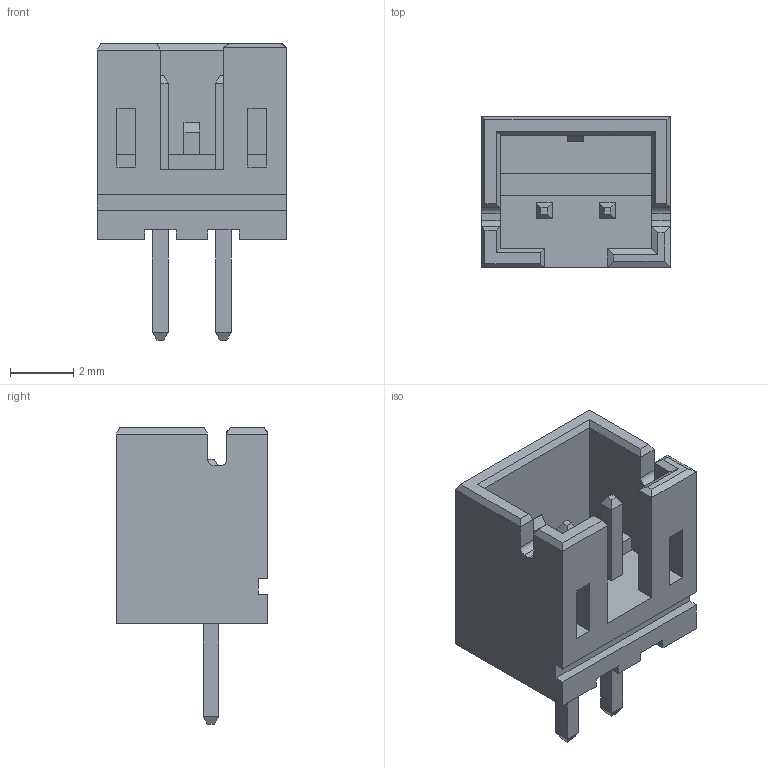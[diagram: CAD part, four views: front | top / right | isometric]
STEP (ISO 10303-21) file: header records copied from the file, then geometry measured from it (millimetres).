
FILE_DESCRIPTION (( 'STEP AP214' ), '1' );
FILE_NAME ('CONN-TH_2P-P2.00_HC-PH-2A-M.STEP', '2022-08-02T14:58:58', ( '微软用户' ), ( '微软中国' ), 'SwSTEP 2.0', 'SolidWorks 2020', '' );
FILE_SCHEMA (( 'AUTOMOTIVE_DESIGN' ));
Length unit declared in the file: millimetre
Products named in the file (1): CONN-TH_2P-P2.00_HC-PH-2A-M
Bounding box: 6.01 x 4.8 x 9.4 mm (x, y, z)
Volume: 103.2 mm3; surface area: 283.1 mm2
Topology: 1 solids, 1 shells, 335 faces, 894 edges, 584 vertices
Faces by surface type: plane 233, bspline 98, cylinder 4
Entity records: 14507 total; most frequent: CARTESIAN_POINT 3120, ORIENTED_EDGE 1788, DIRECTION 1178, EDGE_CURVE 894, LINE 686, VECTOR 686, VERTEX_POINT 584, EDGE_LOOP 362
